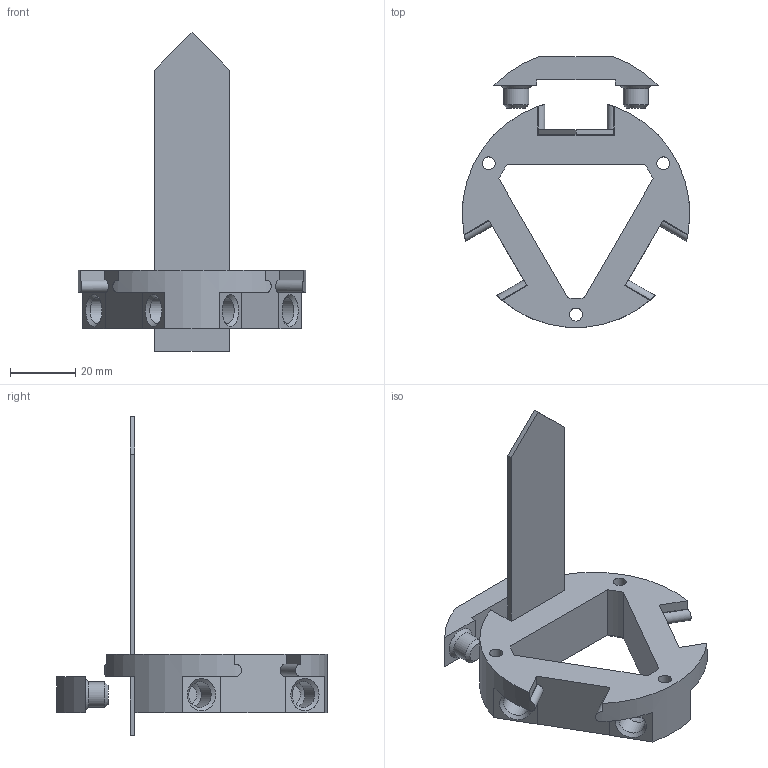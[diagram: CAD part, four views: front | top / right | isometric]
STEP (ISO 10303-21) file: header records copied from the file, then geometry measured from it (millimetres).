
FILE_DESCRIPTION(/* description */ (''),/* implementation_level */ '2;1');
FILE_NAME(/* name */ 'Housing for 3x Moisture Sensor v1.step',/* time_stamp */ '2024-09-16T11:08:26+02:00',/* author */ (''),/* organization */ (''),/* preprocessor_version */ 'ST-DEVELOPER v20',/* originating_system */ 'Autodesk Translation Framework v13.14.0.145',/* authorisation */ '');
FILE_SCHEMA (('AUTOMOTIVE_DESIGN { 1 0 10303 214 3 1 1 }'));
Length unit declared in the file: millimetre
Products named in the file (1): Moisture Sensor
Bounding box: 69.98 x 83.2 x 98 mm (x, y, z)
Volume: 35264.1 mm3; surface area: 19005.1 mm2
Topology: 3 solids, 3 shells, 112 faces, 278 edges, 180 vertices
Faces by surface type: plane 66, cylinder 27, cone 19
Full cylindrical faces by diameter (mm): 4 x3, 7.8 x2, 8 x6
Entity records: 3459 total; most frequent: CARTESIAN_POINT 688, DIRECTION 583, ORIENTED_EDGE 556, EDGE_CURVE 278, AXIS2_PLACEMENT_3D 204, VERTEX_POINT 180, LINE 175, VECTOR 175
